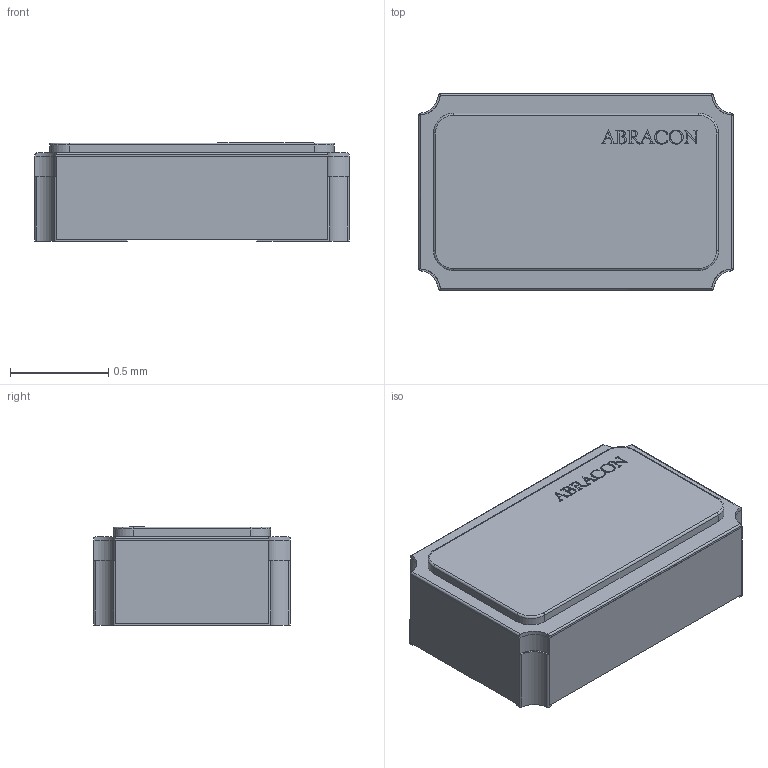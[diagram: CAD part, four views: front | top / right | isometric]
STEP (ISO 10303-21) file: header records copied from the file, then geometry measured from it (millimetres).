
FILE_DESCRIPTION(/* description */ (''),/* implementation_level */ '2;1');
FILE_NAME(/* name */ '1.stp',/* time_stamp */ '2019-07-25T17:00:47+02:00',/* author */ ('k'),/* organization */ (''),/* preprocessor_version */ 'ST-DEVELOPER v15.6',/* originating_system */ 'Autodesk Inventor 2015',/* authorisation */ '');
FILE_SCHEMA (('AUTOMOTIVE_DESIGN { 1 0 10303 214 3 1 1 }'));
Length unit declared in the file: millimetre
Products named in the file (6): 1; 2; 3; 4; 5
Bounding box: 1.6 x 1 x 0.5 mm (x, y, z)
Volume: 0.8 mm3; surface area: 12.8 mm2
Topology: 11 solids, 11 shells, 368 faces, 1022 edges, 676 vertices
Faces by surface type: bspline 176, plane 144, cylinder 44, torus 4
Entity records: 12365 total; most frequent: CARTESIAN_POINT 3936, ORIENTED_EDGE 2044, DIRECTION 1151, EDGE_CURVE 1022, VERTEX_POINT 676, LINE 577, VECTOR 577, EDGE_LOOP 380
